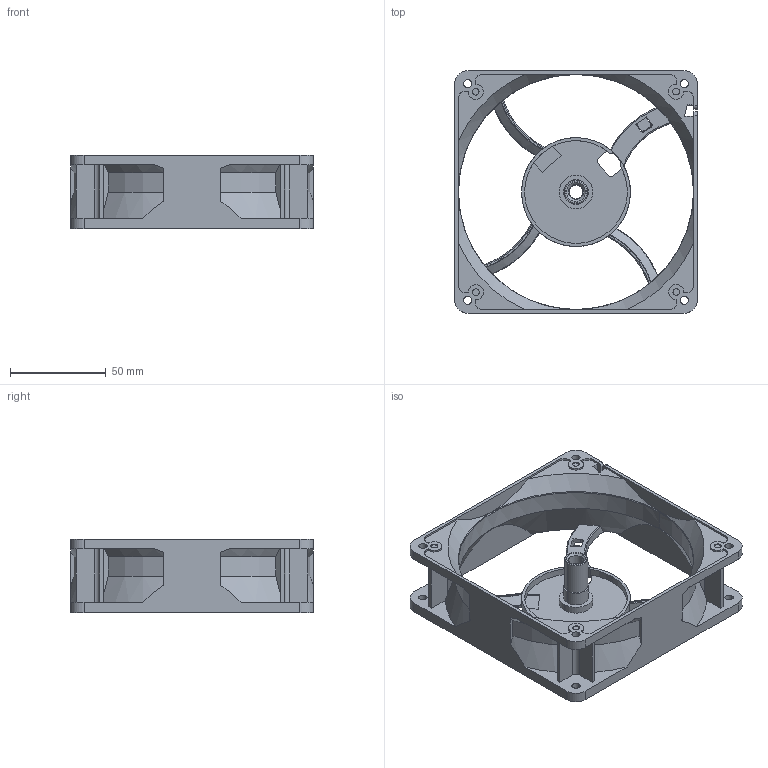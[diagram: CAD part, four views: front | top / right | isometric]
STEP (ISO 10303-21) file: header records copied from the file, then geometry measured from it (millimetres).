
FILE_DESCRIPTION (( 'STEP AP203' ), '1' );
FILE_NAME ('OD127_m1_frame.stp', '2023-04-10T18:55:56', ( '' ), ( '' ), 'SwSTEP 2.0', 'SolidWorks 2018', '' );
FILE_SCHEMA (( 'CONFIG_CONTROL_DESIGN' ));
Length unit declared in the file: millimetre
Products named in the file (1): OD127_m1_frame
Bounding box: 127 x 127 x 38.5 mm (x, y, z)
Volume: 67170.5 mm3; surface area: 61246.7 mm2
Topology: 1 solids, 1 shells, 361 faces, 1040 edges, 688 vertices
Faces by surface type: cylinder 169, plane 127, cone 27, bspline 26, torus 12
Entity records: 15017 total; most frequent: CARTESIAN_POINT 5502, ORIENTED_EDGE 2080, DIRECTION 1915, EDGE_CURVE 1040, AXIS2_PLACEMENT_3D 738, VERTEX_POINT 688, VECTOR 439, LINE 439
